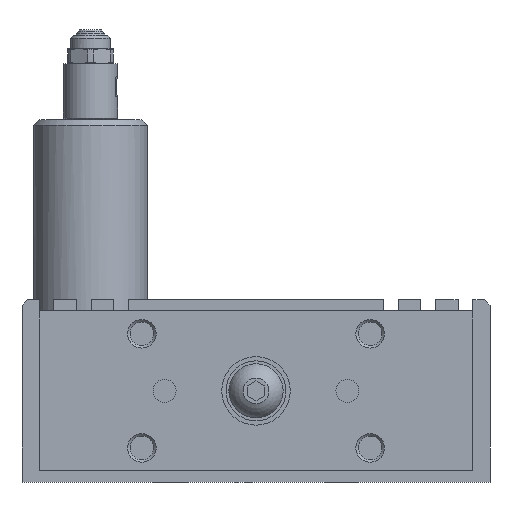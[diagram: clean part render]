
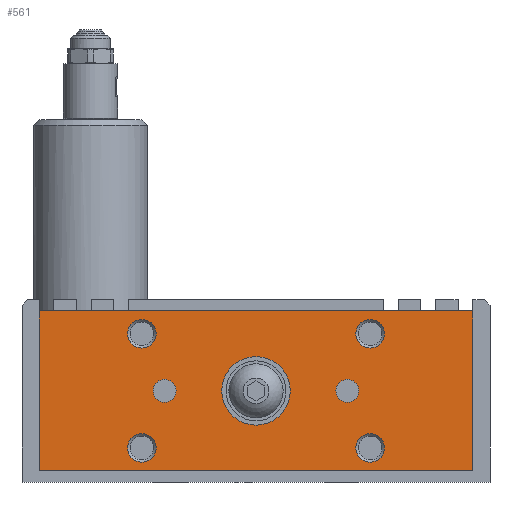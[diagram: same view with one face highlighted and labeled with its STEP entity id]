
A CAD part, left-side view. The second image highlights one B-rep face of the part: STEP entity #561.
In plain terms, the highlighted planar face has unit normal (-1, 0, 0).
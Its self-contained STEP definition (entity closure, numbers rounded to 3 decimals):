
#561 = ADVANCED_FACE( '', ( #1325, #1326, #1327, #1328, #1329, #1330, #1331, #1332 ), #1333, .F. );
#1325 = FACE_BOUND( '', #2317, .T. );
#1326 = FACE_BOUND( '', #2318, .T. );
#1327 = FACE_BOUND( '', #2319, .T. );
#1328 = FACE_BOUND( '', #2320, .T. );
#1329 = FACE_BOUND( '', #2321, .T. );
#1330 = FACE_BOUND( '', #2322, .T. );
#1331 = FACE_BOUND( '', #2323, .T. );
#1332 = FACE_OUTER_BOUND( '', #2324, .T. );
#1333 = PLANE( '', #2325 );
#2317 = EDGE_LOOP( '', ( #3822 ) );
#2318 = EDGE_LOOP( '', ( #3823 ) );
#2319 = EDGE_LOOP( '', ( #3824 ) );
#2320 = EDGE_LOOP( '', ( #3825 ) );
#2321 = EDGE_LOOP( '', ( #3826 ) );
#2322 = EDGE_LOOP( '', ( #3827 ) );
#2323 = EDGE_LOOP( '', ( #3828 ) );
#2324 = EDGE_LOOP( '', ( #3829, #3830, #3831, #3832 ) );
#2325 = AXIS2_PLACEMENT_3D( '', #3833, #3834, #3835 );
#3822 = ORIENTED_EDGE( '', *, *, #5433, .F. );
#3823 = ORIENTED_EDGE( '', *, *, #5434, .T. );
#3824 = ORIENTED_EDGE( '', *, *, #5435, .T. );
#3825 = ORIENTED_EDGE( '', *, *, #5436, .F. );
#3826 = ORIENTED_EDGE( '', *, *, #5437, .F. );
#3827 = ORIENTED_EDGE( '', *, *, #5438, .T. );
#3828 = ORIENTED_EDGE( '', *, *, #5439, .T. );
#3829 = ORIENTED_EDGE( '', *, *, #5049, .F. );
#3830 = ORIENTED_EDGE( '', *, *, #5440, .F. );
#3831 = ORIENTED_EDGE( '', *, *, #5441, .F. );
#3832 = ORIENTED_EDGE( '', *, *, #5372, .F. );
#3833 = CARTESIAN_POINT( '', ( -61., 38., 30. ) );
#3834 = DIRECTION( '', ( 1., 0., 0. ) );
#3835 = DIRECTION( '', ( 0., 0., 1. ) );
#5049 = EDGE_CURVE( '', #5913, #5915, #5916, .T. );
#5372 = EDGE_CURVE( '', #5915, #6433, #6434, .T. );
#5433 = EDGE_CURVE( '', #6521, #6521, #6522, .T. );
#5434 = EDGE_CURVE( '', #6523, #6523, #6524, .T. );
#5435 = EDGE_CURVE( '', #6525, #6525, #6526, .T. );
#5436 = EDGE_CURVE( '', #6527, #6527, #6528, .T. );
#5437 = EDGE_CURVE( '', #6529, #6529, #6530, .T. );
#5438 = EDGE_CURVE( '', #6531, #6531, #6532, .T. );
#5439 = EDGE_CURVE( '', #6533, #6533, #6534, .T. );
#5440 = EDGE_CURVE( '', #6535, #5913, #6536, .T. );
#5441 = EDGE_CURVE( '', #6433, #6535, #6537, .T. );
#5913 = VERTEX_POINT( '', #7342 );
#5915 = VERTEX_POINT( '', #7345 );
#5916 = LINE( '', #7346, #7347 );
#6433 = VERTEX_POINT( '', #8108 );
#6434 = LINE( '', #8109, #8110 );
#6521 = VERTEX_POINT( '', #8223 );
#6522 = CIRCLE( '', #8224, 2.01 );
#6523 = VERTEX_POINT( '', #8225 );
#6524 = CIRCLE( '', #8226, 2.01 );
#6525 = VERTEX_POINT( '', #8227 );
#6526 = CIRCLE( '', #8228, 2.5 );
#6527 = VERTEX_POINT( '', #8229 );
#6528 = CIRCLE( '', #8230, 2.5 );
#6529 = VERTEX_POINT( '', #8231 );
#6530 = CIRCLE( '', #8232, 2.5 );
#6531 = VERTEX_POINT( '', #8233 );
#6532 = CIRCLE( '', #8234, 2.5 );
#6533 = VERTEX_POINT( '', #8235 );
#6534 = CIRCLE( '', #8236, 6. );
#6535 = VERTEX_POINT( '', #8237 );
#6536 = LINE( '', #8238, #8239 );
#6537 = LINE( '', #8240, #8241 );
#7342 = CARTESIAN_POINT( '', ( -61., 38., 2. ) );
#7345 = CARTESIAN_POINT( '', ( -61., 38., 30. ) );
#7346 = CARTESIAN_POINT( '', ( -61., 38., 2. ) );
#7347 = VECTOR( '', #8905, 1000. );
#8108 = CARTESIAN_POINT( '', ( -61., -38., 30. ) );
#8109 = CARTESIAN_POINT( '', ( -61., 38., 30. ) );
#8110 = VECTOR( '', #9300, 1000. );
#8223 = CARTESIAN_POINT( '', ( -61., 13.99, 16. ) );
#8224 = AXIS2_PLACEMENT_3D( '', #9375, #9376, #9377 );
#8225 = CARTESIAN_POINT( '', ( -61., -13.99, 16. ) );
#8226 = AXIS2_PLACEMENT_3D( '', #9378, #9379, #9380 );
#8227 = CARTESIAN_POINT( '', ( -61., 17.5, 6. ) );
#8228 = AXIS2_PLACEMENT_3D( '', #9381, #9382, #9383 );
#8229 = CARTESIAN_POINT( '', ( -61., -17.5, 6. ) );
#8230 = AXIS2_PLACEMENT_3D( '', #9384, #9385, #9386 );
#8231 = CARTESIAN_POINT( '', ( -61., 17.5, 26. ) );
#8232 = AXIS2_PLACEMENT_3D( '', #9387, #9388, #9389 );
#8233 = CARTESIAN_POINT( '', ( -61., -17.5, 26. ) );
#8234 = AXIS2_PLACEMENT_3D( '', #9390, #9391, #9392 );
#8235 = CARTESIAN_POINT( '', ( -61., 6., 16. ) );
#8236 = AXIS2_PLACEMENT_3D( '', #9393, #9394, #9395 );
#8237 = CARTESIAN_POINT( '', ( -61., -38., 2. ) );
#8238 = CARTESIAN_POINT( '', ( -61., -38., 2. ) );
#8239 = VECTOR( '', #9396, 1000. );
#8240 = CARTESIAN_POINT( '', ( -61., -38., 30. ) );
#8241 = VECTOR( '', #9397, 1000. );
#8905 = DIRECTION( '', ( 0., 0., 1. ) );
#9300 = DIRECTION( '', ( 0., -1., 0. ) );
#9375 = CARTESIAN_POINT( '', ( -61., 16., 16. ) );
#9376 = DIRECTION( '', ( -1., 0., 0. ) );
#9377 = DIRECTION( '', ( 0., -1., 0. ) );
#9378 = CARTESIAN_POINT( '', ( -61., -16., 16. ) );
#9379 = DIRECTION( '', ( 1., 0., 0. ) );
#9380 = DIRECTION( '', ( 0., 1., 0. ) );
#9381 = CARTESIAN_POINT( '', ( -61., 20., 6. ) );
#9382 = DIRECTION( '', ( 1., 0., 0. ) );
#9383 = DIRECTION( '', ( 0., -1., 0. ) );
#9384 = CARTESIAN_POINT( '', ( -61., -20., 6. ) );
#9385 = DIRECTION( '', ( -1., 0., 0. ) );
#9386 = DIRECTION( '', ( 0., 1., 0. ) );
#9387 = CARTESIAN_POINT( '', ( -61., 20., 26. ) );
#9388 = DIRECTION( '', ( -1., 0., 0. ) );
#9389 = DIRECTION( '', ( 0., -1., 0. ) );
#9390 = CARTESIAN_POINT( '', ( -61., -20., 26. ) );
#9391 = DIRECTION( '', ( 1., 0., 0. ) );
#9392 = DIRECTION( '', ( 0., 1., 0. ) );
#9393 = CARTESIAN_POINT( '', ( -61., 0., 16. ) );
#9394 = DIRECTION( '', ( 1., 0., 0. ) );
#9395 = DIRECTION( '', ( 0., 1., 0. ) );
#9396 = DIRECTION( '', ( 0., 1., 0. ) );
#9397 = DIRECTION( '', ( 0., 0., -1. ) );
